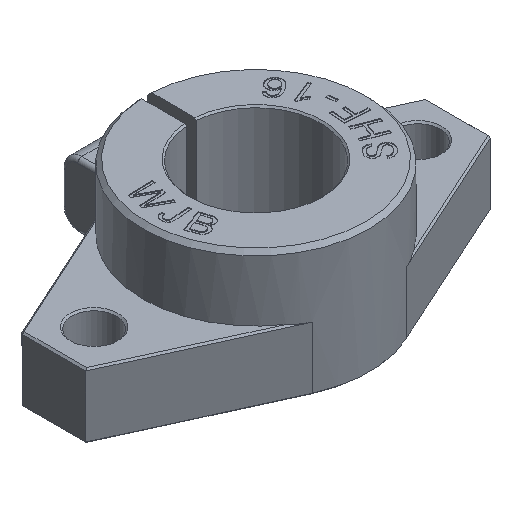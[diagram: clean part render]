
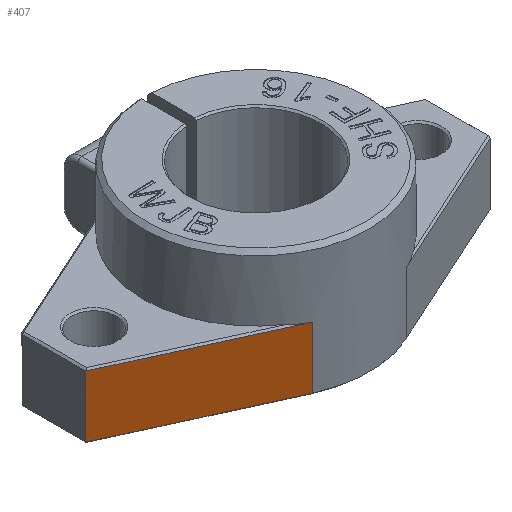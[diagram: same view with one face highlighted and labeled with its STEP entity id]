
A CAD part, isometric view. The second image highlights one B-rep face of the part: STEP entity #407.
In plain terms, the highlighted planar face has unit normal (-0.414, -0.91, 0).
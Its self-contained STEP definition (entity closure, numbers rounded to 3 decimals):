
#224=FACE_OUTER_BOUND('',#783,.T.);
#407=ADVANCED_FACE('',(#224),#580,.T.);
#580=PLANE('',#3408);
#783=EDGE_LOOP('',(#1216,#1217,#1218,#1219));
#1216=ORIENTED_EDGE('',*,*,#2263,.F.);
#1217=ORIENTED_EDGE('',*,*,#2312,.T.);
#1218=ORIENTED_EDGE('',*,*,#2302,.F.);
#1219=ORIENTED_EDGE('',*,*,#2313,.F.);
#1962=VERTEX_POINT('',#5275);
#1963=VERTEX_POINT('',#5277);
#1971=VERTEX_POINT('',#5310);
#1979=VERTEX_POINT('',#5352);
#2263=EDGE_CURVE('',#1963,#1962,#2884,.T.);
#2302=EDGE_CURVE('',#1979,#1971,#2919,.T.);
#2312=EDGE_CURVE('',#1963,#1971,#2925,.T.);
#2313=EDGE_CURVE('',#1962,#1979,#2926,.T.);
#2884=LINE('',#5278,#3136);
#2919=LINE('',#5353,#3171);
#2925=LINE('',#5388,#3177);
#2926=LINE('',#5390,#3178);
#3136=VECTOR('',#3763,1.);
#3171=VECTOR('',#3846,1.);
#3177=VECTOR('',#3868,1.);
#3178=VECTOR('',#3871,1.);
#3408=AXIS2_PLACEMENT_3D('',#5391,#3872,#3873);
#3763=DIRECTION('',(0.91,-0.414,0.));
#3846=DIRECTION('',(-0.91,0.414,0.));
#3868=DIRECTION('',(0.,0.,-1.));
#3871=DIRECTION('',(0.,0.,-1.));
#3872=DIRECTION('',(-0.414,-0.91,0.));
#3873=DIRECTION('',(0.,0.,-1.));
#5275=CARTESIAN_POINT('',(-5.801,-12.741,-0.2));
#5277=CARTESIAN_POINT('',(-25.,-4.,-0.2));
#5278=CARTESIAN_POINT('',(-25.,-4.,-0.2));
#5310=CARTESIAN_POINT('',(-25.,-4.,-7.8));
#5352=CARTESIAN_POINT('',(-5.801,-12.741,-7.8));
#5353=CARTESIAN_POINT('',(-5.801,-12.741,-7.8));
#5388=CARTESIAN_POINT('',(-25.,-4.,-0.2));
#5390=CARTESIAN_POINT('',(-5.801,-12.741,-0.2));
#5391=CARTESIAN_POINT('',(-25.,-4.,0.));
